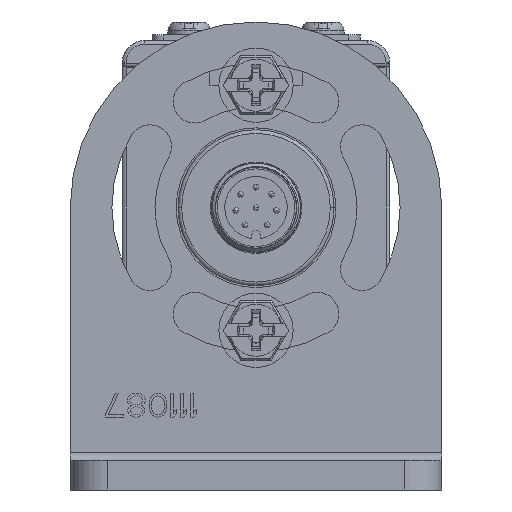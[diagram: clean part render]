
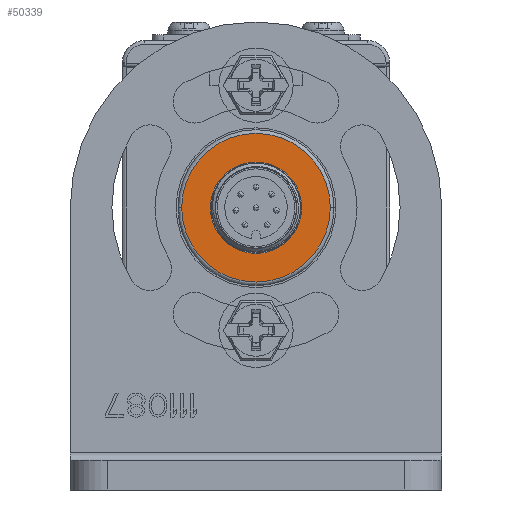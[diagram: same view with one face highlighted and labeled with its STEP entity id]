
A CAD part, front view. The second image highlights one B-rep face of the part: STEP entity #50339.
In plain terms, the highlighted planar face has unit normal (0, -1, 0).
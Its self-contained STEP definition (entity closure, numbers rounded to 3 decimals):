
#11789=CARTESIAN_POINT('',(0.,-514.,22.5));
#11790=DIRECTION('',(0.,-1.,0.));
#11791=DIRECTION('',(1.,0.,0.));
#11792=AXIS2_PLACEMENT_3D('',#11789,#11790,#11791);
#11804=CARTESIAN_POINT('',(0.,-514.,22.5));
#11805=DIRECTION('',(0.,-1.,0.));
#11806=DIRECTION('',(1.,0.,0.));
#11807=AXIS2_PLACEMENT_3D('',#11804,#11805,#11806);
#11809=CARTESIAN_POINT('',(0.,-514.,22.5));
#11810=DIRECTION('',(0.,-1.,0.));
#11811=DIRECTION('',(-1.,0.,0.));
#11812=AXIS2_PLACEMENT_3D('',#11809,#11810,#11811);
#11814=CARTESIAN_POINT('',(0.,-514.,22.5));
#11815=DIRECTION('',(0.,-1.,0.));
#11816=DIRECTION('',(-1.,0.,0.));
#11817=AXIS2_PLACEMENT_3D('',#11814,#11815,#11816);
#33322=CARTESIAN_POINT('',(6.15,-514.,22.5));
#33323=CARTESIAN_POINT('',(-6.15,-514.,22.5));
#33324=VERTEX_POINT('',#33322);
#33325=VERTEX_POINT('',#33323);
#33486=CARTESIAN_POINT('',(10.,-514.,22.5));
#33487=CARTESIAN_POINT('',(-10.,-514.,22.5));
#33488=VERTEX_POINT('',#33486);
#33489=VERTEX_POINT('',#33487);
#50323=CARTESIAN_POINT('',(0.,-514.,0.));
#50324=DIRECTION('',(0.,-1.,0.));
#50325=DIRECTION('',(1.,0.,0.));
#50326=AXIS2_PLACEMENT_3D('',#50323,#50324,#50325);
#50327=PLANE('',#50326);
#50328=ORIENTED_EDGE('',*,*,#50313,.F.);
#50330=ORIENTED_EDGE('',*,*,#50329,.F.);
#50331=EDGE_LOOP('',(#50328,#50330));
#50332=FACE_OUTER_BOUND('',#50331,.F.);
#50334=ORIENTED_EDGE('',*,*,#50333,.T.);
#50336=ORIENTED_EDGE('',*,*,#50335,.T.);
#50337=EDGE_LOOP('',(#50334,#50336));
#50338=FACE_BOUND('',#50337,.F.);
#50339=ADVANCED_FACE('',(#50332,#50338),#50327,.T.);
#11793=CIRCLE('',#11792,10.);
#11808=CIRCLE('',#11807,6.15);
#11813=CIRCLE('',#11812,6.15);
#11818=CIRCLE('',#11817,10.);
#50313=EDGE_CURVE('',#33488,#33489,#11793,.T.);
#50329=EDGE_CURVE('',#33489,#33488,#11818,.T.);
#50333=EDGE_CURVE('',#33324,#33325,#11808,.T.);
#50335=EDGE_CURVE('',#33325,#33324,#11813,.T.);
